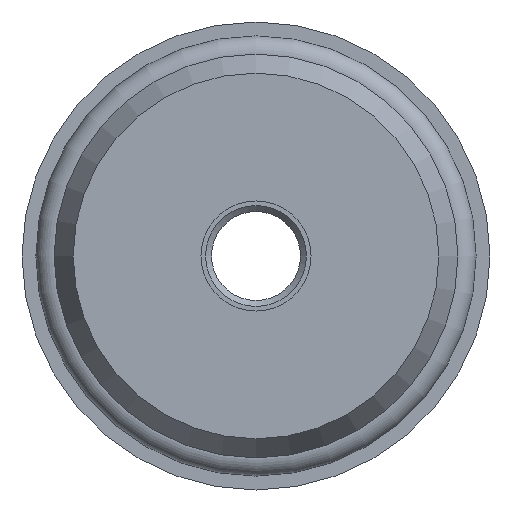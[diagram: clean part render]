
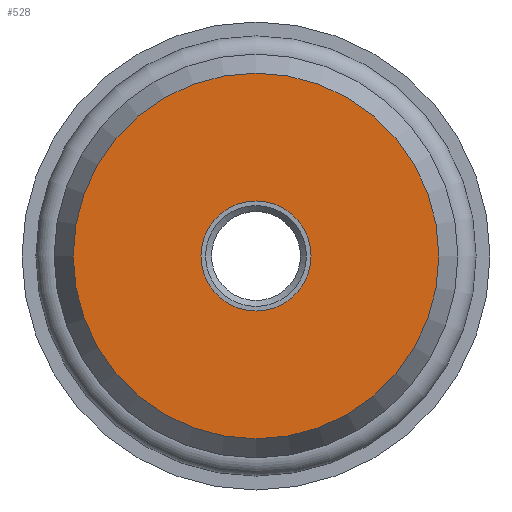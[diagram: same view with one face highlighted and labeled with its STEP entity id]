
A CAD part, front view. The second image highlights one B-rep face of the part: STEP entity #528.
In plain terms, the highlighted planar face has unit normal (0, -1, 0).
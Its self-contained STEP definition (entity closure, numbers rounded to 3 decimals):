
#528 = ADVANCED_FACE( 'NONE', ( #1102, #1103 ), #1104, .T. );
#1102 = FACE_OUTER_BOUND( '', #3626, .T. );
#1103 = FACE_BOUND( '', #3627, .T. );
#1104 = PLANE( '', #3628 );
#3626 = EDGE_LOOP( '', ( #5158 ) );
#3627 = EDGE_LOOP( '', ( #5159 ) );
#3628 = AXIS2_PLACEMENT_3D( '', #5160, #5161, #5162 );
#5158 = ORIENTED_EDGE( '', *, *, #5762, .T. );
#5159 = ORIENTED_EDGE( '', *, *, #5627, .F. );
#5160 = CARTESIAN_POINT( '', ( 0., 0., 0. ) );
#5161 = DIRECTION( '', ( 0., -1., 0. ) );
#5162 = DIRECTION( '', ( 0., 0., -1. ) );
#5627 = EDGE_CURVE( 'NONE', #6487, #6487, #6488, .T. );
#5762 = EDGE_CURVE( 'NONE', #6654, #6654, #6655, .T. );
#6487 = VERTEX_POINT( '', #9400 );
#6488 = CIRCLE( '', #9401, 3. );
#6654 = VERTEX_POINT( '', #9842 );
#6655 = CIRCLE( '', #9843, 9.961 );
#9400 = CARTESIAN_POINT( '', ( 0., 0., -3. ) );
#9401 = AXIS2_PLACEMENT_3D( '', #10248, #10249, #10250 );
#9842 = CARTESIAN_POINT( '', ( 0., 0., -9.961 ) );
#9843 = AXIS2_PLACEMENT_3D( '', #10331, #10332, #10333 );
#10248 = CARTESIAN_POINT( '', ( 0., 0., 0. ) );
#10249 = DIRECTION( '', ( 0., -1., 0. ) );
#10250 = DIRECTION( '', ( 0., 0., -1. ) );
#10331 = CARTESIAN_POINT( '', ( 0., 0., 0. ) );
#10332 = DIRECTION( '', ( 0., -1., 0. ) );
#10333 = DIRECTION( '', ( 0., 0., -1. ) );
